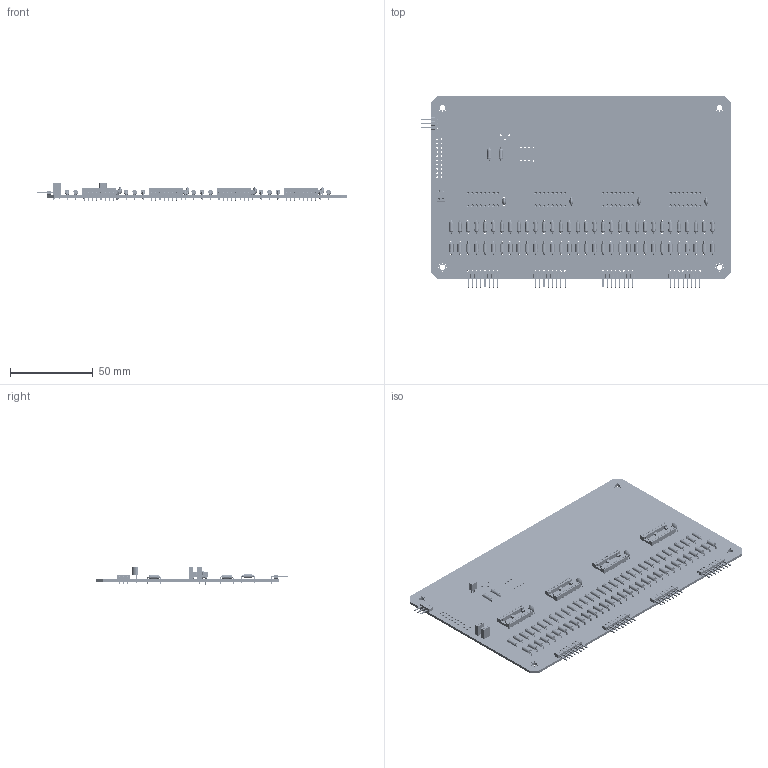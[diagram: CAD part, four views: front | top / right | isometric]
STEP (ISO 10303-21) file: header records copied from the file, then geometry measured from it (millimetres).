
FILE_DESCRIPTION(('KiCad electronic assembly'),'2;1');
FILE_NAME('','2022-10-10T14:39:26',('An Author'),('A Company'), 'Open CASCADE STEP processor 6.9','KiCad to STEP converter','Unknown' );
FILE_SCHEMA(('AUTOMOTIVE_DESIGN { 1 0 10303 214 1 1 1 1 }'));
Length unit declared in the file: millimetre
Products named in the file (18): Open CASCADE STEP translator 6.9 1; PinHeader_1x08_P2.54mm_Horizontal; SOLID; DIP-16_W7.62mm_Socket; R_Axial_DIN0207_L6.3mm_D2.5mm_P7.62mm_Horizontal; TO-92_Inline; PinHeader_1x03_P2.54mm_Horizontal; PinSocket_1x02_P2.54mm_Vertical; D_DO-41_SOD81_P7.62mm_Horizontal; C_Disc_D4.7mm_W2.5mm_P5.00mm; COMPOUND
Assembly tree (91 placements, depth 3):
  Open CASCADE STEP translator 6.9 1
    PinHeader_1x08_P2.54mm_Horizontal  x4
      SOLID
    DIP-16_W7.62mm_Socket  x4
      SOLID
    R_Axial_DIN0207_L6.3mm_D2.5mm_P7.62mm_Horizontal  x34
      SOLID
    TO-92_Inline
      SOLID
    PinHeader_1x03_P2.54mm_Horizontal
      SOLID
    PinSocket_1x02_P2.54mm_Vertical  x2
      SOLID
    D_DO-41_SOD81_P7.62mm_Horizontal  x32
      SOLID
    C_Disc_D4.7mm_W2.5mm_P5.00mm  x4
      SOLID
    COMPOUND
Bounding box: 187.04 x 115.36 x 11.08 mm (x, y, z)
Volume: 36230.9 mm3; surface area: 52652.6 mm2
Topology: 83 solids, 83 shells, 3425 faces, 7098 edges, 4492 vertices
Faces by surface type: plane 1954, cylinder 1063, torus 200, cone 192, revolution 8, sphere 8
Full cylindrical faces by diameter (mm): 0.5 x48, 0.508 x128, 0.6 x68, 0.75 x3, 0.8 x268, 1 x50, 1.07 x20, 1.1 x64, 1.524 x64, 1.724 x64, 2.25 x34, 2.5 x68, 2.7 x64, 2.72 x32, 3.2 x4
Entity records: 71561 total; most frequent: CARTESIAN_POINT 13149, DIRECTION 10406, LINE 5658, VECTOR 5658, ORIENTED_EDGE 4970, PCURVE 4970, DEFINITIONAL_REPRESENTATION 4970, EDGE_CURVE 2485
